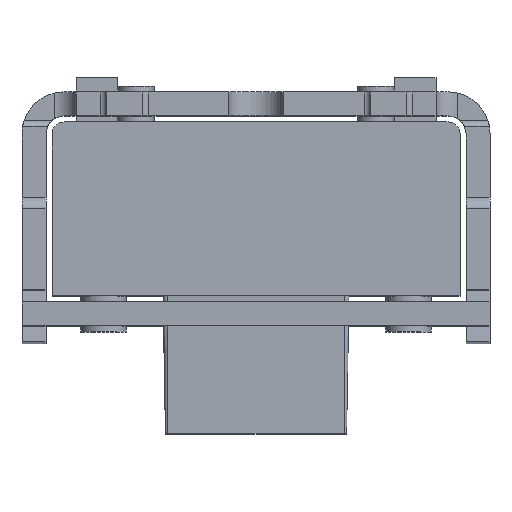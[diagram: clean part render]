
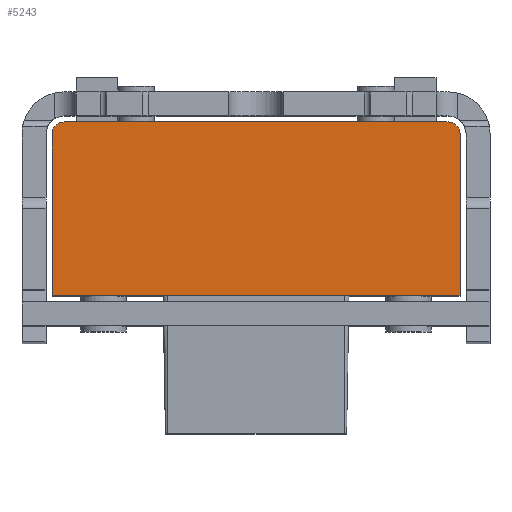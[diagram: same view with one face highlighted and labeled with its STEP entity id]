
A CAD part, top view. The second image highlights one B-rep face of the part: STEP entity #5243.
In plain terms, the highlighted planar face has unit normal (0, 0, 1).
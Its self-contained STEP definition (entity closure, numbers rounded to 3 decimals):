
#5045 = VERTEX_POINT('',#5046);
#5046 = CARTESIAN_POINT('',(-1.7,0.25,1.55));
#5052 = EDGE_CURVE('',#5045,#5053,#5055,.T.);
#5053 = VERTEX_POINT('',#5054);
#5054 = CARTESIAN_POINT('',(1.7,0.25,1.55));
#5055 = LINE('',#5056,#5057);
#5056 = CARTESIAN_POINT('',(-1.7,0.25,1.55));
#5057 = VECTOR('',#5058,1.);
#5058 = DIRECTION('',(1.,0.,0.));
#5177 = VERTEX_POINT('',#5178);
#5178 = CARTESIAN_POINT('',(-1.7,1.6,1.55));
#5184 = EDGE_CURVE('',#5177,#5045,#5185,.T.);
#5185 = LINE('',#5186,#5187);
#5186 = CARTESIAN_POINT('',(-1.7,1.6,1.55));
#5187 = VECTOR('',#5188,1.);
#5188 = DIRECTION('',(0.,-1.,0.));
#5243 = ADVANCED_FACE('',(#5244),#5280,.T.);
#5244 = FACE_BOUND('',#5245,.T.);
#5245 = EDGE_LOOP('',(#5246,#5247,#5255,#5264,#5272,#5279));
#5246 = ORIENTED_EDGE('',*,*,#5052,.T.);
#5247 = ORIENTED_EDGE('',*,*,#5248,.T.);
#5248 = EDGE_CURVE('',#5053,#5249,#5251,.T.);
#5249 = VERTEX_POINT('',#5250);
#5250 = CARTESIAN_POINT('',(1.7,1.6,1.55));
#5251 = LINE('',#5252,#5253);
#5252 = CARTESIAN_POINT('',(1.7,0.25,1.55));
#5253 = VECTOR('',#5254,1.);
#5254 = DIRECTION('',(0.,1.,0.));
#5255 = ORIENTED_EDGE('',*,*,#5256,.T.);
#5256 = EDGE_CURVE('',#5249,#5257,#5259,.T.);
#5257 = VERTEX_POINT('',#5258);
#5258 = CARTESIAN_POINT('',(1.6,1.7,1.55));
#5259 = CIRCLE('',#5260,0.1);
#5260 = AXIS2_PLACEMENT_3D('',#5261,#5262,#5263);
#5261 = CARTESIAN_POINT('',(1.6,1.6,1.55));
#5262 = DIRECTION('',(0.,0.,1.));
#5263 = DIRECTION('',(1.,0.,0.));
#5264 = ORIENTED_EDGE('',*,*,#5265,.T.);
#5265 = EDGE_CURVE('',#5257,#5266,#5268,.T.);
#5266 = VERTEX_POINT('',#5267);
#5267 = CARTESIAN_POINT('',(-1.6,1.7,1.55));
#5268 = LINE('',#5269,#5270);
#5269 = CARTESIAN_POINT('',(1.6,1.7,1.55));
#5270 = VECTOR('',#5271,1.);
#5271 = DIRECTION('',(-1.,0.,0.));
#5272 = ORIENTED_EDGE('',*,*,#5273,.T.);
#5273 = EDGE_CURVE('',#5266,#5177,#5274,.T.);
#5274 = CIRCLE('',#5275,0.1);
#5275 = AXIS2_PLACEMENT_3D('',#5276,#5277,#5278);
#5276 = CARTESIAN_POINT('',(-1.6,1.6,1.55));
#5277 = DIRECTION('',(0.,0.,1.));
#5278 = DIRECTION('',(1.,0.,0.));
#5279 = ORIENTED_EDGE('',*,*,#5184,.T.);
#5280 = PLANE('',#5281);
#5281 = AXIS2_PLACEMENT_3D('',#5282,#5283,#5284);
#5282 = CARTESIAN_POINT('',(0.,0.968,1.55));
#5283 = DIRECTION('',(0.,0.,1.));
#5284 = DIRECTION('',(1.,0.,0.));
